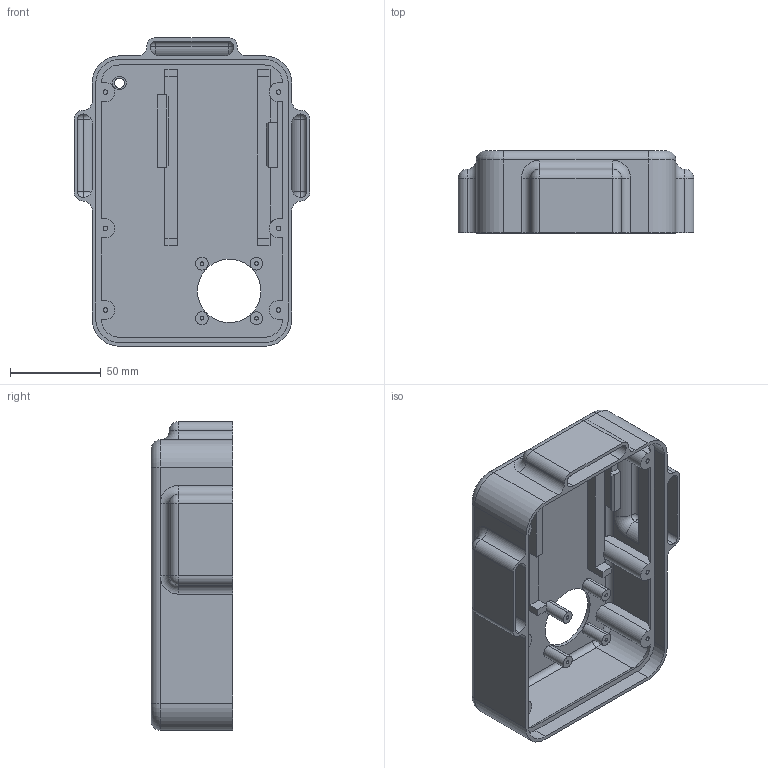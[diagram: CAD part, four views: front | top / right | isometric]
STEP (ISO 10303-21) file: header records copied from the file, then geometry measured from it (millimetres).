
FILE_DESCRIPTION (( 'STEP AP203' ), '1' );
FILE_NAME ('MainBody.STEP', '2021-08-25T22:58:35', ( '' ), ( '' ), 'SwSTEP 2.0', 'SolidWorks 2019', '' );
FILE_SCHEMA (( 'CONFIG_CONTROL_DESIGN' ));
Length unit declared in the file: millimetre
Products named in the file (1): MainBody
Bounding box: 130 x 45 x 170 mm (x, y, z)
Volume: 124146.5 mm3; surface area: 100183.2 mm2
Topology: 1 solids, 1 shells, 261 faces, 674 edges, 414 vertices
Faces by surface type: plane 121, cylinder 104, torus 20, sphere 12, cone 4
Entity records: 8000 total; most frequent: DIRECTION 1433, CARTESIAN_POINT 1414, ORIENTED_EDGE 1324, EDGE_CURVE 662, AXIS2_PLACEMENT_3D 517, VERTEX_POINT 414, VECTOR 399, LINE 399
